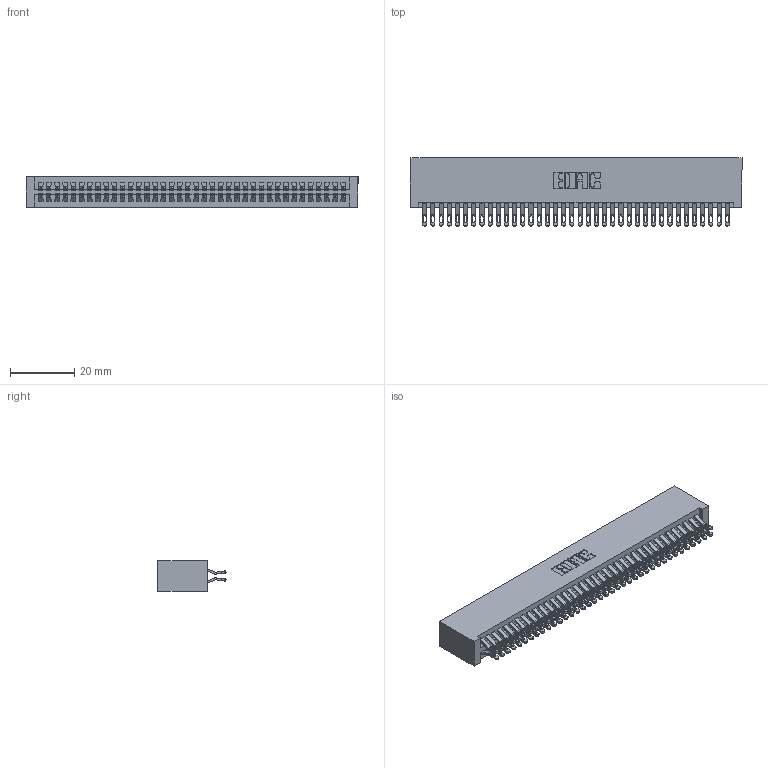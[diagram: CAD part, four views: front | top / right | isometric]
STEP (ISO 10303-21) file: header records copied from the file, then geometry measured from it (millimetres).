
FILE_DESCRIPTION (( 'STEP AP203' ), '1' );
FILE_NAME ('395-076-555-201.STEP', '2018-11-27T22:06:28', ( '' ), ( '' ), 'SwSTEP 2.0', 'SolidWorks 2016', '' );
FILE_SCHEMA (( 'CONFIG_CONTROL_DESIGN' ));
Length unit declared in the file: inch
Products named in the file (3): 345-292-001_555 Tail; 345 Part_No Mounting Lugs; 395-076-555-201
Assembly tree (77 placements, depth 2):
  395-076-555-201
    345 Part_No Mounting Lugs
    345-292-001_555 Tail  x76
Bounding box: 103.12 x 21.13 x 9.4 mm (x, y, z)
Volume: 10816.8 mm3; surface area: 16981.6 mm2
Topology: 77 solids, 77 shells, 4374 faces, 13769 edges, 9178 vertices
Faces by surface type: plane 2432, cylinder 1942
Entity records: 30403 total; most frequent: CARTESIAN_POINT 5134, ORIENTED_EDGE 5038, DIRECTION 4495, EDGE_CURVE 2519, LINE 2223, VECTOR 2223, VERTEX_POINT 1678, AXIS2_PLACEMENT_3D 1136
